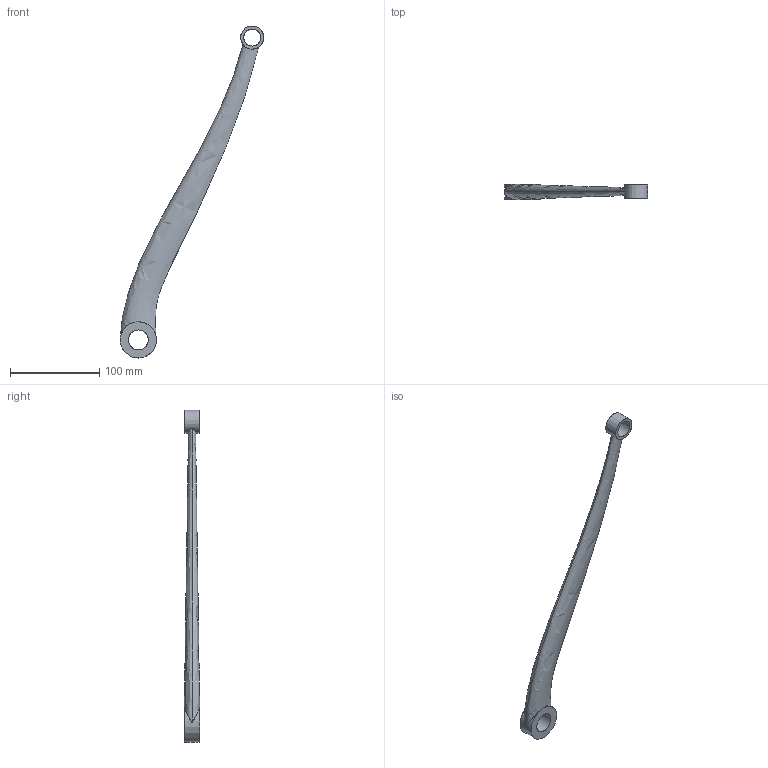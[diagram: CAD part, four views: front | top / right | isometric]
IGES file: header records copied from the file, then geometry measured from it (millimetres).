
Global section: file name: LowProfilePitchArm.igs; native system: Unigraphics Version X V2.0; preprocessor: Unigraphics NX IGES V2.0; date: 20070914.132416; units: inch
Bounding box: 161.18 x 17.46 x 373.02 mm (x, y, z)
Surface area: 29687.1 mm2 (no closed solid volume)
Topology: 0 solids, 0 shells, 12 faces, 474 edges, 470 vertices
Faces by surface type: bspline 4, revolution 4, extrusion 4
